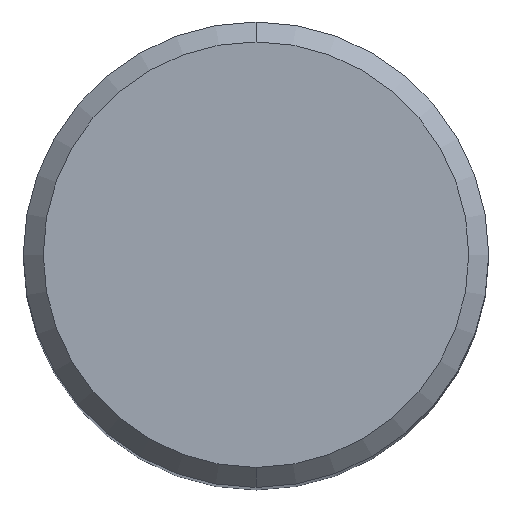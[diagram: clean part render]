
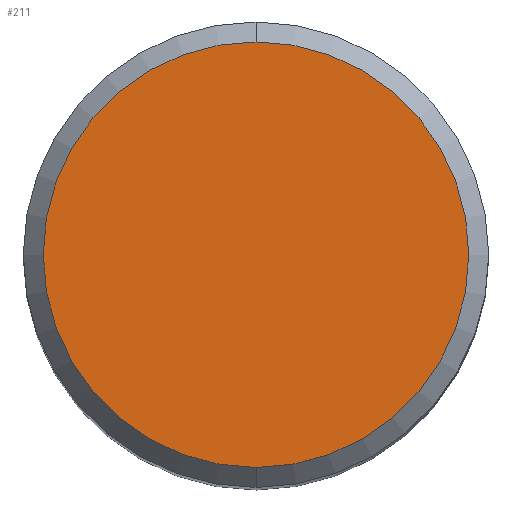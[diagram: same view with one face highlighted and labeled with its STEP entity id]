
A CAD part, top view. The second image highlights one B-rep face of the part: STEP entity #211.
In plain terms, the highlighted planar face has unit normal (0, 0, 1).
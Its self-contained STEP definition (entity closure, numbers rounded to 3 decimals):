
#179=EDGE_CURVE('',#417,#415,#471,.T.);
#211=ADVANCED_FACE('',(#505),#506,.T.);
#415=VERTEX_POINT('',#733);
#417=VERTEX_POINT('',#735);
#425=EDGE_CURVE('',#415,#417,#743,.T.);
#471=CIRCLE('',#786,6.4);
#505=FACE_OUTER_BOUND('',#859,.T.);
#506=PLANE('',#860);
#733=CARTESIAN_POINT('',(0.,-6.4,0.0));
#735=CARTESIAN_POINT('',(0.0,6.4,0.0));
#743=CIRCLE('',#1395,6.4);
#786=AXIS2_PLACEMENT_3D('',#1455,#1456,#1457);
#859=EDGE_LOOP('',(#1506,#1507));
#860=AXIS2_PLACEMENT_3D('',#1508,#1509,#1510);
#1395=AXIS2_PLACEMENT_3D('',#1766,#1767,#1768);
#1455=CARTESIAN_POINT('',(0.0,0.0,0.0));
#1456=DIRECTION('',(0.0,0.0,-1.0));
#1457=DIRECTION('',(0.0,1.0,0.0));
#1506=ORIENTED_EDGE('',*,*,#179,.F.);
#1507=ORIENTED_EDGE('',*,*,#425,.F.);
#1508=CARTESIAN_POINT('',(0.0,3.2,0.0));
#1509=DIRECTION('',(-0.0,0.0,1.0));
#1510=DIRECTION('',(0.0,-1.0,0.0));
#1766=CARTESIAN_POINT('',(0.0,0.0,0.0));
#1767=DIRECTION('',(0.0,0.0,-1.0));
#1768=DIRECTION('',(0.0,1.0,0.0));
